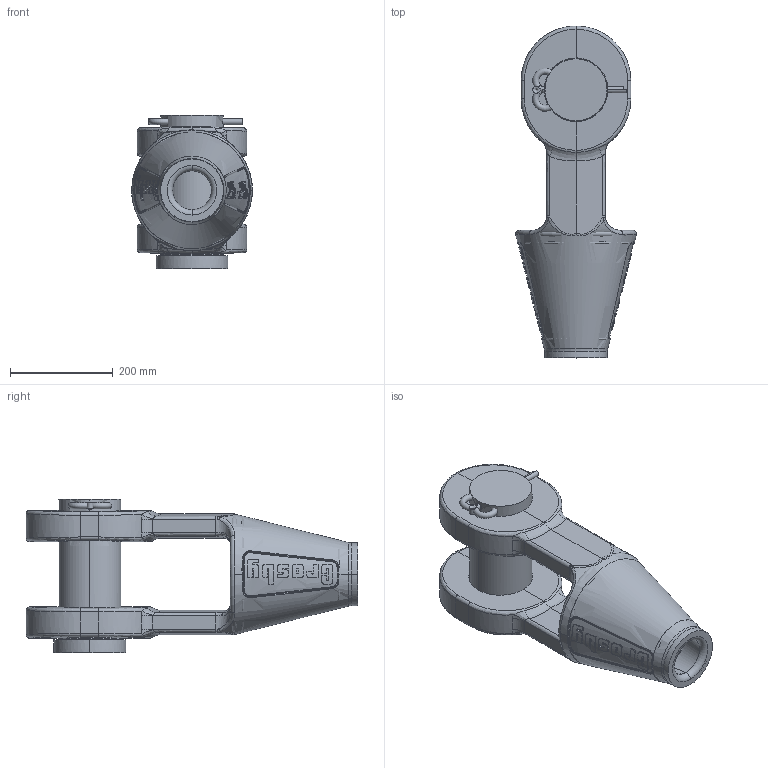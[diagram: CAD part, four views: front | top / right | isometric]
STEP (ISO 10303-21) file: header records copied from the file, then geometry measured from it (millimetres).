
FILE_DESCRIPTION((''),'2;1');
FILE_NAME('CROSBY_416_262_1041633-1041642','2011-08-31T',('Alan Doughty'),('The Crosby Group LLC'),'PRO/ENGINEER BY PARAMETRIC TECHNOLOGY CORPORATION, 2010230','PRO/ENGINEER BY PARAMETRIC TECHNOLOGY CORPORATION, 2010230','');
FILE_SCHEMA(('CONFIG_CONTROL_DESIGN'));
Products named in the file (1): CROSBY_416_262_1041633-1041642
Bounding box: 234.65 x 644.65 x 298.45 mm (x, y, z)
Surface area: 863509.7 mm2 (no closed solid volume)
Topology: 0 solids, 0 shells, 365 faces, 1792 edges, 1781 vertices
Faces by surface type: bspline 340, torus 25
Entity records: 43525 total; most frequent: CARTESIAN_POINT 30484, DEFINITIONAL_REPRESENTATION 1770, PCURVE 1770, COMPOSITE_CURVE_SEGMENT 1770, DIRECTION 1517, B_SPLINE_CURVE_WITH_KNOTS 1428, TRIMMED_CURVE 1227, VECTOR 987
